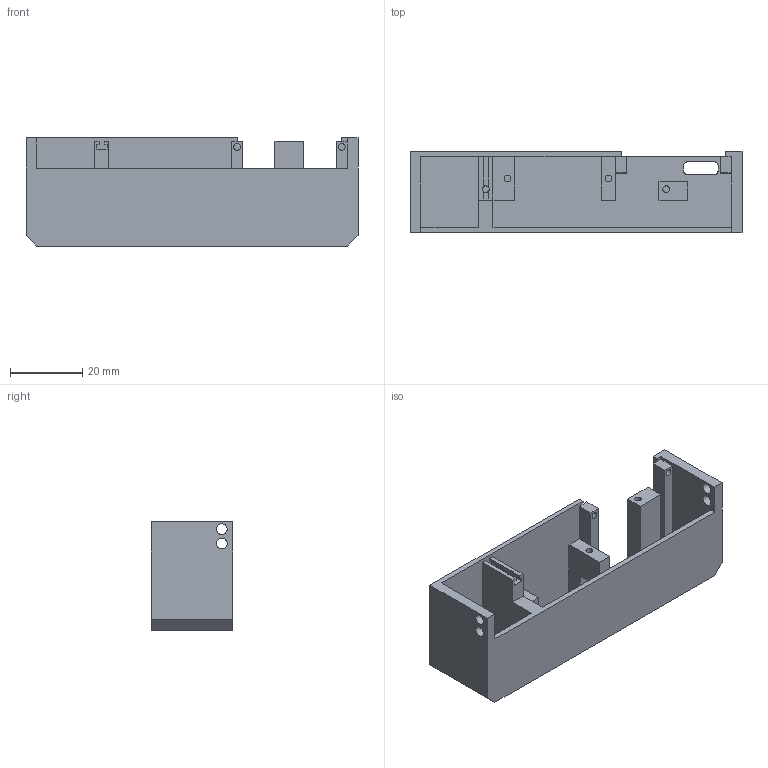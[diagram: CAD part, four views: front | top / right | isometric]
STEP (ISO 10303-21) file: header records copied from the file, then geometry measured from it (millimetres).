
FILE_DESCRIPTION(/* description */ ('','CAx-IF Rec.Pracs.---Representation and Presentation of Product Manufacturing Information (PMI)---4.0---2014-10-13'),/* implementation_level */ '2;1');
FILE_NAME(/* name */ 'CasingMain v37.step',/* time_stamp */ '2024-12-15T00:13:04+08:00',/* author */ (''),/* organization */ (''),/* preprocessor_version */ 'ST-DEVELOPER v20',/* originating_system */ 'Autodesk Translation Framework v13.20.0.188',/* authorisation */ '');
FILE_SCHEMA (('AP242_MANAGED_MODEL_BASED_3D_ENGINEERING_MIM_LF { 1 0 10303 442 1 1 4 }'));
Length unit declared in the file: millimetre
Products named in the file (1): CasingMain
Bounding box: 92 x 22.5 x 30 mm (x, y, z)
Volume: 17009 mm3; surface area: 16526.3 mm2
Topology: 1 solids, 1 shells, 209 faces, 546 edges, 363 vertices
Faces by surface type: plane 169, bspline 21, cylinder 19
Full cylindrical faces by diameter (mm): 1.9 x9, 3 x4
Entity records: 7072 total; most frequent: CARTESIAN_POINT 1956, ORIENTED_EDGE 1092, DIRECTION 920, EDGE_CURVE 546, LINE 466, VECTOR 466, VERTEX_POINT 363, EDGE_LOOP 247
